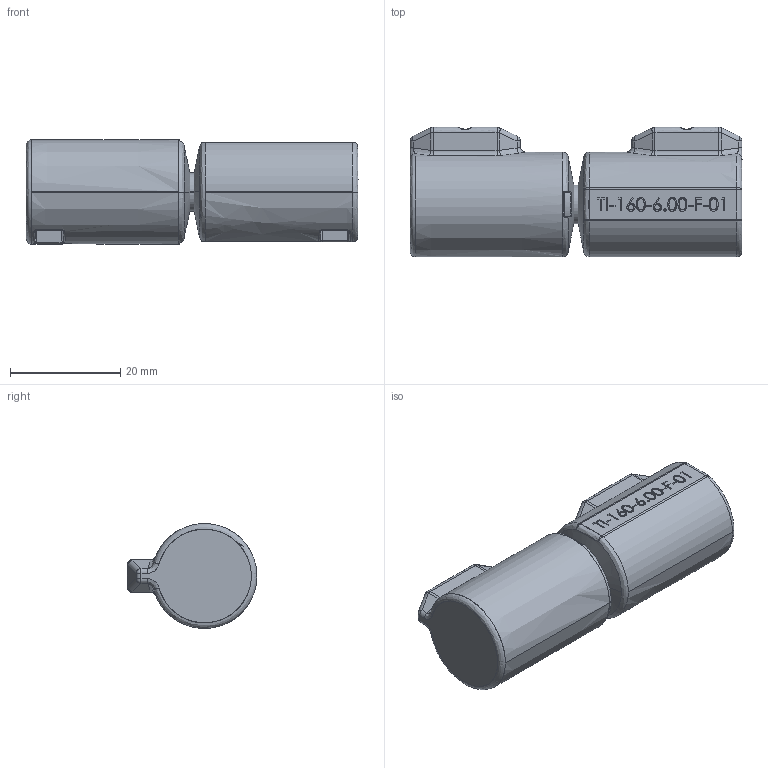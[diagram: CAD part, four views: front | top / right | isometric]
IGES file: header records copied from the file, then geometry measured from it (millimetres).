
Start section: SolidWorks IGES file using analytic representation for surfaces
Global section: file name: 84494-XXXA TI 160.IGS; native system: SolidWorks 2017; preprocessor: SolidWorks 2017; author: hmanderson; date: 181029.123404; units: millimetre
Bounding box: 60.2 x 23.5 x 19 mm (x, y, z)
Surface area: 6826.4 mm2 (no closed solid volume)
Topology: 0 solids, 0 shells, 1063 faces, 10147 edges, 10110 vertices
Faces by surface type: bspline 848, revolution 215
